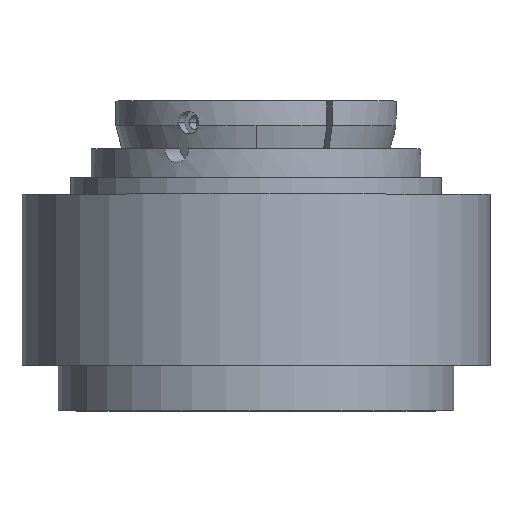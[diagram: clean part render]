
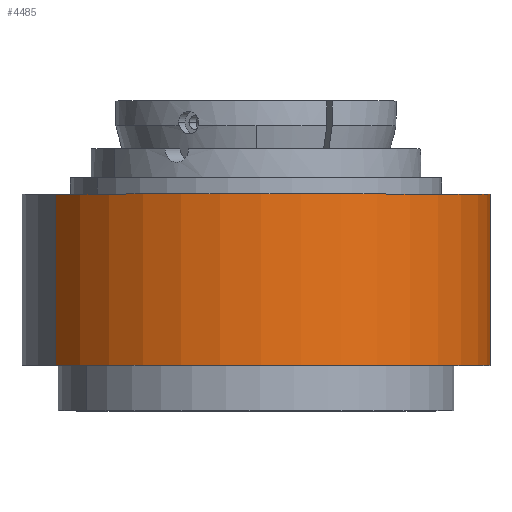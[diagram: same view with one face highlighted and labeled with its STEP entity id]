
A CAD part, top view. The second image highlights one B-rep face of the part: STEP entity #4485.
In plain terms, the highlighted cylindrical face has radius 113.5 mm (diameter 227 mm), a partial arc.
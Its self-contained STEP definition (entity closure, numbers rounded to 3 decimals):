
#28 = CARTESIAN_POINT ( 'NONE',  ( 29.408, -67.844, -58.787 ) ) ;
#95 = CARTESIAN_POINT ( 'NONE',  ( -67.681, -45.844, 0. ) ) ;
#154 = EDGE_LOOP ( 'NONE', ( #2800, #4089, #160, #5142 ) ) ;
#160 = ORIENTED_EDGE ( 'NONE', *, *, #716, .T. ) ;
#533 = DIRECTION ( 'NONE',  ( 0., 1., 0. ) ) ;
#646 = CARTESIAN_POINT ( 'NONE',  ( -164.77, -45.844, 58.787 ) ) ;
#693 = VECTOR ( 'NONE', #2585, 1000. ) ;
#716 = EDGE_CURVE ( 'NONE', #4822, #2656, #4270, .T. ) ;
#833 = AXIS2_PLACEMENT_3D ( 'NONE', #95, #533, #4058 ) ;
#857 = CARTESIAN_POINT ( 'NONE',  ( -67.681, 37.156, 0. ) ) ;
#1306 = VECTOR ( 'NONE', #2361, 1000. ) ;
#1795 = LINE ( 'NONE', #28, #693 ) ;
#1932 = AXIS2_PLACEMENT_3D ( 'NONE', #857, #2937, #3918 ) ;
#1965 = CARTESIAN_POINT ( 'NONE',  ( 29.408, -45.844, -58.787 ) ) ;
#1967 = VERTEX_POINT ( 'NONE', #4316 ) ;
#1976 = DIRECTION ( 'NONE',  ( 0.855, 0., -0.518 ) ) ;
#2223 = EDGE_CURVE ( 'NONE', #3203, #2656, #1795, .T. ) ;
#2291 = FACE_OUTER_BOUND ( 'NONE', #154, .T. ) ;
#2361 = DIRECTION ( 'NONE',  ( 0., 1., 0. ) ) ;
#2585 = DIRECTION ( 'NONE',  ( 0., -1., 0. ) ) ;
#2656 = VERTEX_POINT ( 'NONE', #1965 ) ;
#2778 = CYLINDRICAL_SURFACE ( 'NONE', #5001, 113.5 ) ;
#2800 = ORIENTED_EDGE ( 'NONE', *, *, #5341, .F. ) ;
#2859 = DIRECTION ( 'NONE',  ( 0., -1., 0. ) ) ;
#2937 = DIRECTION ( 'NONE',  ( 0., 1., 0. ) ) ;
#3203 = VERTEX_POINT ( 'NONE', #4054 ) ;
#3249 = LINE ( 'NONE', #3334, #1306 ) ;
#3334 = CARTESIAN_POINT ( 'NONE',  ( -164.77, -67.844, 58.787 ) ) ;
#3671 = CIRCLE ( 'NONE', #1932, 113.5 ) ;
#3918 = DIRECTION ( 'NONE',  ( 0., 0., -1. ) ) ;
#4054 = CARTESIAN_POINT ( 'NONE',  ( 29.408, 37.156, -58.787 ) ) ;
#4058 = DIRECTION ( 'NONE',  ( 0., 0., -1. ) ) ;
#4089 = ORIENTED_EDGE ( 'NONE', *, *, #4835, .F. ) ;
#4200 = CARTESIAN_POINT ( 'NONE',  ( -67.681, -67.844, 0. ) ) ;
#4270 = CIRCLE ( 'NONE', #833, 113.5 ) ;
#4316 = CARTESIAN_POINT ( 'NONE',  ( -164.77, 37.156, 58.787 ) ) ;
#4485 = ADVANCED_FACE ( 'NONE', ( #2291 ), #2778, .T. ) ;
#4822 = VERTEX_POINT ( 'NONE', #646 ) ;
#4835 = EDGE_CURVE ( 'NONE', #4822, #1967, #3249, .T. ) ;
#5001 = AXIS2_PLACEMENT_3D ( 'NONE', #4200, #2859, #1976 ) ;
#5142 = ORIENTED_EDGE ( 'NONE', *, *, #2223, .F. ) ;
#5341 = EDGE_CURVE ( 'NONE', #1967, #3203, #3671, .T. ) ;
